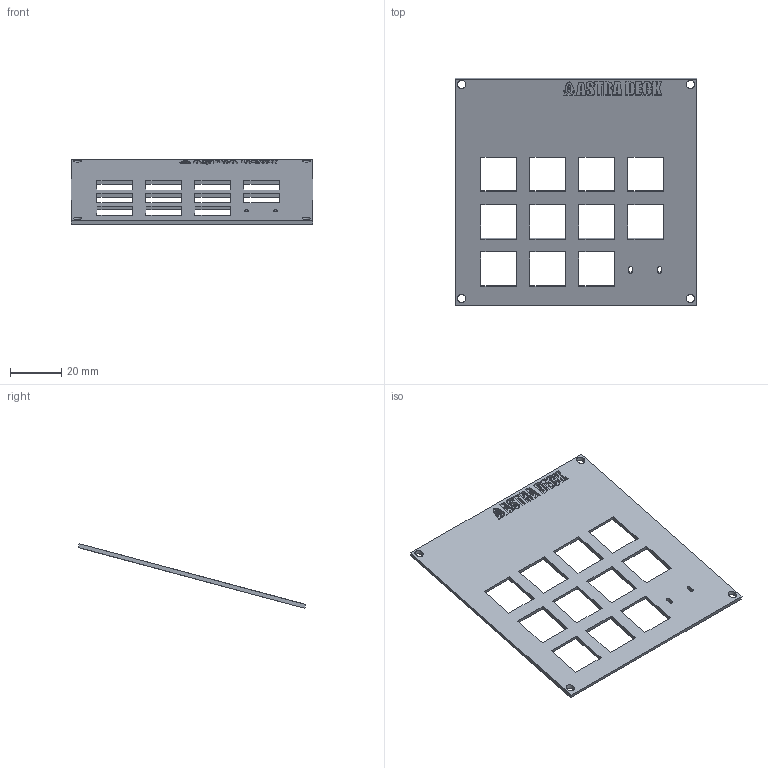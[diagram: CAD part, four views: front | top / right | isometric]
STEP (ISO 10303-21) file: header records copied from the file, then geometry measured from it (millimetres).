
FILE_DESCRIPTION(/* description */ (''),/* implementation_level */ '2;1');
FILE_NAME(/* name */ 'plate.step',/* time_stamp */ '2025-07-25T15:38:48+05:30',/* author */ (''),/* organization */ (''),/* preprocessor_version */ 'ST-DEVELOPER v20.1',/* originating_system */ 'Autodesk Translation Framework v14.10.0.0',/* authorisation */ '');
FILE_SCHEMA (('AUTOMOTIVE_DESIGN { 1 0 10303 214 3 1 1 }'));
Length unit declared in the file: millimetre
Products named in the file (1): 2025-07-25-15-38-47-852
Bounding box: 94 x 88.63 x 25.09 mm (x, y, z)
Volume: 9442.8 mm3; surface area: 14587.2 mm2
Topology: 1 solids, 1 shells, 386 faces, 1104 edges, 736 vertices
Faces by surface type: plane 201, bspline 177, cylinder 8
Full cylindrical faces by diameter (mm): 3.2 x4
Entity records: 13550 total; most frequent: CARTESIAN_POINT 5011, ORIENTED_EDGE 2208, DIRECTION 1133, EDGE_CURVE 1104, VERTEX_POINT 736, LINE 681, VECTOR 681, EDGE_LOOP 436
